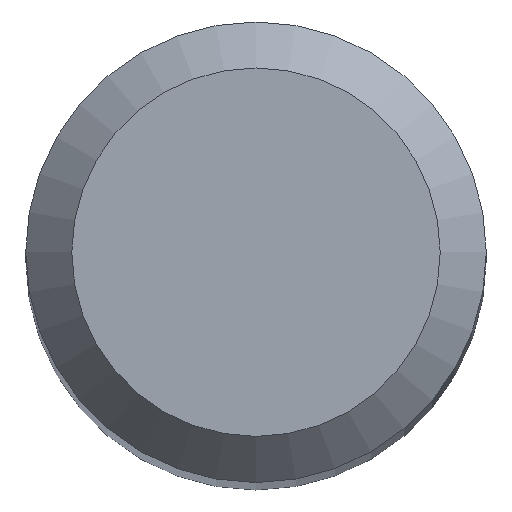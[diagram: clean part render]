
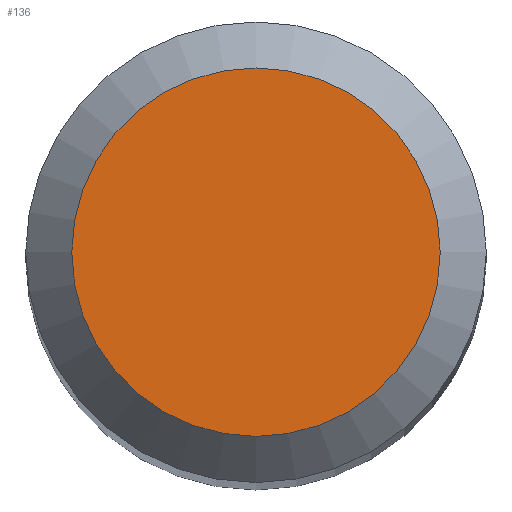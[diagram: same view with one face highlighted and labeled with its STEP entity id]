
A CAD part, top view. The second image highlights one B-rep face of the part: STEP entity #136.
In plain terms, the highlighted planar face has unit normal (0, 0, 1).
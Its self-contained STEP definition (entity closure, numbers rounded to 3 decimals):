
#21 = DIRECTION ( 'NONE',  ( 0., 0., -1. ) ) ;
#43 = CARTESIAN_POINT ( 'NONE',  ( 0., 0., 50. ) ) ;
#55 = EDGE_LOOP ( 'NONE', ( #259 ) ) ;
#60 = DIRECTION ( 'NONE',  ( 0., 1., 0. ) ) ;
#91 = AXIS2_PLACEMENT_3D ( 'NONE', #242, #121, #221 ) ;
#121 = DIRECTION ( 'NONE',  ( 0., 0., -1. ) ) ;
#136 = ADVANCED_FACE ( 'NONE', ( #285 ), #229, .F. ) ;
#152 = CARTESIAN_POINT ( 'NONE',  ( 0., 1.2, 50. ) ) ;
#177 = VERTEX_POINT ( 'NONE', #152 ) ;
#203 = EDGE_CURVE ( 'NONE', #177, #177, #275, .T. ) ;
#205 = AXIS2_PLACEMENT_3D ( 'NONE', #43, #21, #60 ) ;
#221 = DIRECTION ( 'NONE',  ( 0., 1., 0. ) ) ;
#229 = PLANE ( 'NONE',  #205 ) ;
#242 = CARTESIAN_POINT ( 'NONE',  ( 0., 0., 50. ) ) ;
#259 = ORIENTED_EDGE ( 'NONE', *, *, #203, .F. ) ;
#275 = CIRCLE ( 'NONE', #91, 1.2 ) ;
#285 = FACE_OUTER_BOUND ( 'NONE', #55, .T. ) ;
